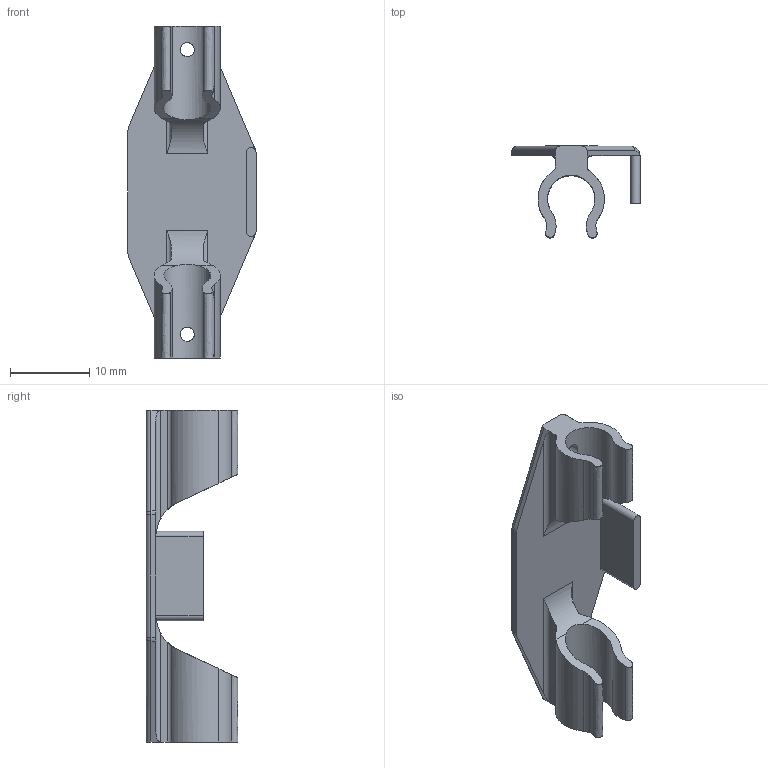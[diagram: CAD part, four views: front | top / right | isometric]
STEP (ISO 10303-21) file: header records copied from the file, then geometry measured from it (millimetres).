
FILE_DESCRIPTION(/* description */ (''),/* implementation_level */ '2;1');
FILE_NAME(/* name */ 'TFMini mount v3.step',/* time_stamp */ '2022-09-30T15:25:29-04:00',/* author */ (''),/* organization */ (''),/* preprocessor_version */ 'ST-DEVELOPER v19',/* originating_system */ 'Autodesk Translation Framework v11.7.0.108',/* authorisation */ '');
FILE_SCHEMA (('AUTOMOTIVE_DESIGN { 1 0 10303 214 3 1 1 }'));
Length unit declared in the file: millimetre
Products named in the file (1): TFMini mount
Bounding box: 16.2 x 11.58 x 42 mm (x, y, z)
Volume: 1358.1 mm3; surface area: 2196.4 mm2
Topology: 1 solids, 1 shells, 64 faces, 182 edges, 120 vertices
Faces by surface type: cylinder 36, plane 20, bspline 8
Full cylindrical faces by diameter (mm): 1.775 x2
Entity records: 2760 total; most frequent: CARTESIAN_POINT 1085, ORIENTED_EDGE 364, DIRECTION 324, EDGE_CURVE 182, AXIS2_PLACEMENT_3D 127, VERTEX_POINT 120, LINE 70, VECTOR 70
